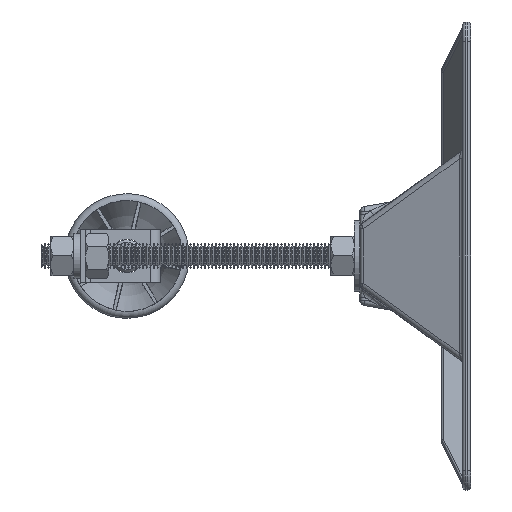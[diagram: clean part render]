
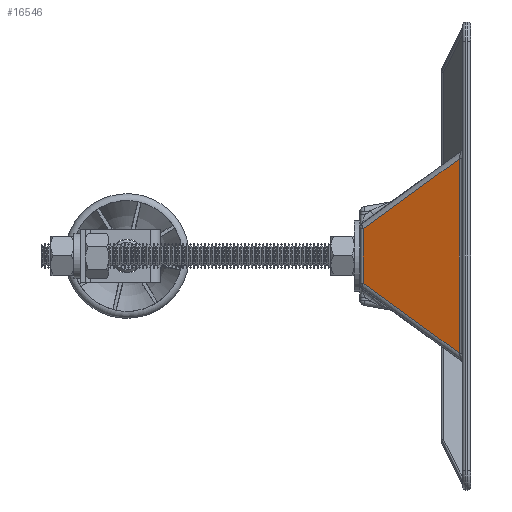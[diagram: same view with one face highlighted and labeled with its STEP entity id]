
A CAD part, left-side view. The second image highlights one B-rep face of the part: STEP entity #16546.
In plain terms, the highlighted planar face has unit normal (-0.94, 0.342, 0).
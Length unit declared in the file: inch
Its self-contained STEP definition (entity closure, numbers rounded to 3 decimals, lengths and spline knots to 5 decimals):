
#14471=CARTESIAN_POINT('',(-6.02395,2.0642,-0.5244));
#14472=VERTEX_POINT('',#14471);
#16509=CARTESIAN_POINT('',(-6.,2.13,-0.6));
#16510=DIRECTION('',(-0.94,0.342,0.0));
#16511=DIRECTION('',(0.0,0.0,1.0));
#16512=AXIS2_PLACEMENT_3D('',#16509,#16510,#16511);
#16513=PLANE('',#16512);
#16514=CARTESIAN_POINT('',(-6.69489,0.2208,-1.86584));
#16515=VERTEX_POINT('',#16514);
#16516=CARTESIAN_POINT('',(-6.69489,0.2208,1.86584));
#16517=VERTEX_POINT('',#16516);
#16518=CARTESIAN_POINT('',(-6.69489,0.2208,-1.86584));
#16519=DIRECTION('',(0.0,0.0,1.0));
#16520=VECTOR('',#16519,3.73169);
#16521=LINE('',#16518,#16520);
#16522=EDGE_CURVE('',#16515,#16517,#16521,.T.);
#16523=ORIENTED_EDGE('',*,*,#16522,.T.);
#16524=CARTESIAN_POINT('',(-6.02395,2.0642,0.5244));
#16525=VERTEX_POINT('',#16524);
#16526=CARTESIAN_POINT('',(-6.69489,0.2208,1.86584));
#16527=DIRECTION('',(0.282,0.776,-0.564));
#16528=VECTOR('',#16527,2.37651);
#16529=LINE('',#16526,#16528);
#16530=EDGE_CURVE('',#16517,#16525,#16529,.T.);
#16531=ORIENTED_EDGE('',*,*,#16530,.T.);
#16532=CARTESIAN_POINT('',(-6.02395,2.0642,0.5244));
#16533=DIRECTION('',(0.0,0.0,-1.0));
#16534=VECTOR('',#16533,1.0488);
#16535=LINE('',#16532,#16534);
#16536=EDGE_CURVE('',#16525,#14472,#16535,.T.);
#16537=ORIENTED_EDGE('',*,*,#16536,.T.);
#16538=CARTESIAN_POINT('',(-6.02395,2.0642,-0.5244));
#16539=DIRECTION('',(-0.282,-0.776,-0.564));
#16540=VECTOR('',#16539,2.37651);
#16541=LINE('',#16538,#16540);
#16542=EDGE_CURVE('',#14472,#16515,#16541,.T.);
#16543=ORIENTED_EDGE('',*,*,#16542,.T.);
#16544=EDGE_LOOP('',(#16523,#16531,#16537,#16543));
#16545=FACE_OUTER_BOUND('',#16544,.T.);
#16546=ADVANCED_FACE('',(#16545),#16513,.T.);
